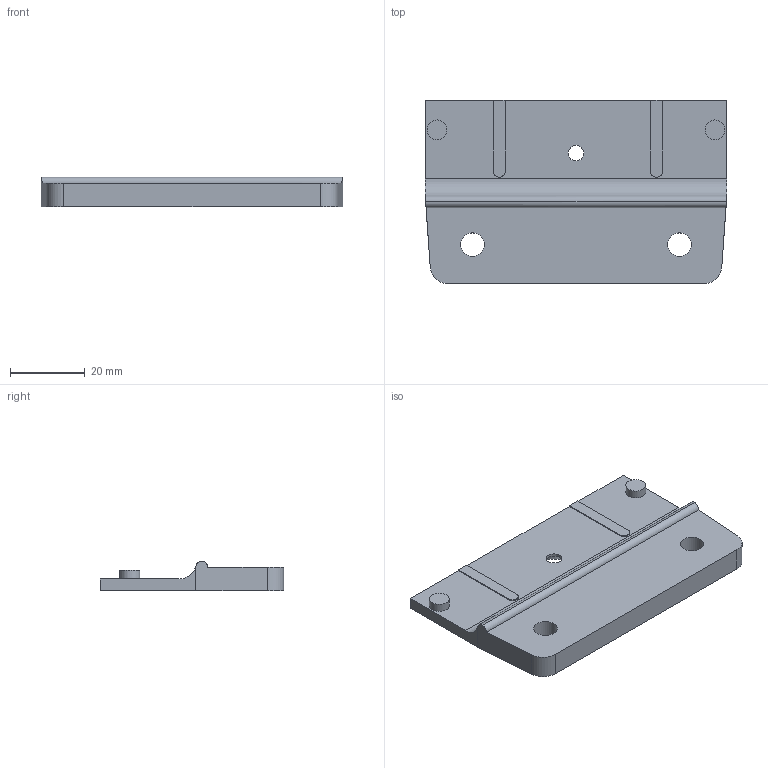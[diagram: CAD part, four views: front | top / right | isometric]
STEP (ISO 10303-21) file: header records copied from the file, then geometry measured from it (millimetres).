
FILE_DESCRIPTION (( 'STEP AP214' ), '1' );
FILE_NAME ('COMTGFTKIT_ORIGINAL.STEP', '2018-11-08T23:43:07', ( '' ), ( '' ), 'SwSTEP 2.0', 'SolidWorks 2018', '' );
FILE_SCHEMA (( 'AUTOMOTIVE_DESIGN' ));
Length unit declared in the file: inch
Products named in the file (1): COMTGFTKIT_ORIGINAL
Bounding box: 80.96 x 49.21 x 7.93 mm (x, y, z)
Volume: 18703.8 mm3; surface area: 9562.9 mm2
Topology: 1 solids, 1 shells, 30 faces, 77 edges, 51 vertices
Faces by surface type: plane 17, cylinder 12, cone 1
Full cylindrical faces by diameter (mm): 4.191 x1, 5.334 x2, 6.35 x2
Entity records: 936 total; most frequent: CARTESIAN_POINT 171, DIRECTION 148, ORIENTED_EDGE 142, EDGE_CURVE 71, AXIS2_PLACEMENT_3D 52, VERTEX_POINT 51, LINE 44, VECTOR 44
